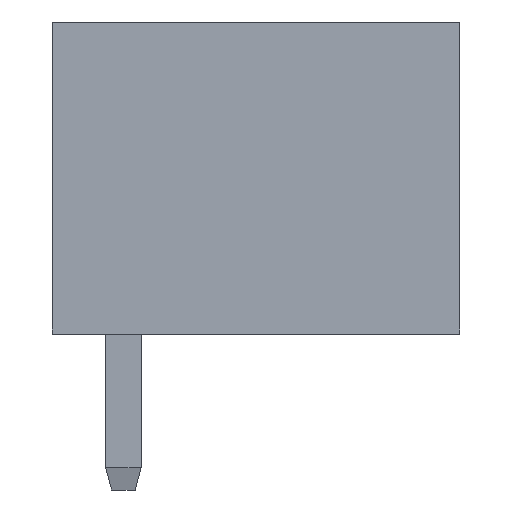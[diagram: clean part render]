
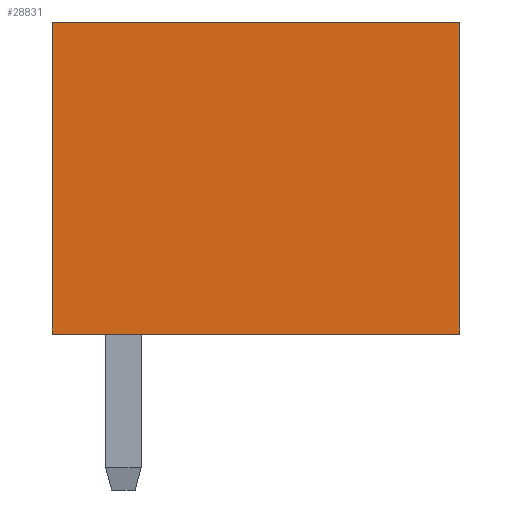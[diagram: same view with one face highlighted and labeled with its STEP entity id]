
A CAD part, left-side view. The second image highlights one B-rep face of the part: STEP entity #28831.
In plain terms, the highlighted planar face has unit normal (-1, 0, 0).
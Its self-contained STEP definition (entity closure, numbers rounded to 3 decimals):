
#179 = FACE_OUTER_BOUND ( 'NONE', #23740, .T. ) ;
#1064 = CARTESIAN_POINT ( 'NONE',  ( -2.345, 1.6, 0. ) ) ;
#2064 = EDGE_CURVE ( 'NONE', #15227, #30858, #21701, .T. ) ;
#4524 = DIRECTION ( 'NONE',  ( 0., -1., 0. ) ) ;
#4674 = EDGE_CURVE ( 'NONE', #10580, #15227, #22376, .T. ) ;
#7106 = CARTESIAN_POINT ( 'NONE',  ( -2.345, -7.55, 7. ) ) ;
#9762 = PLANE ( 'NONE',  #10734 ) ;
#10034 = DIRECTION ( 'NONE',  ( 0., 0., -1. ) ) ;
#10348 = CARTESIAN_POINT ( 'NONE',  ( -2.345, -7.55, 7. ) ) ;
#10580 = VERTEX_POINT ( 'NONE', #20806 ) ;
#10734 = AXIS2_PLACEMENT_3D ( 'NONE', #7106, #16528, #16682 ) ;
#10795 = VERTEX_POINT ( 'NONE', #14563 ) ;
#11313 = DIRECTION ( 'NONE',  ( 0., -1., 0. ) ) ;
#11841 = CARTESIAN_POINT ( 'NONE',  ( -2.345, 1.6, 7. ) ) ;
#14563 = CARTESIAN_POINT ( 'NONE',  ( -2.345, -7.55, 7. ) ) ;
#15170 = CARTESIAN_POINT ( 'NONE',  ( -2.345, -7.55, 0. ) ) ;
#15227 = VERTEX_POINT ( 'NONE', #1064 ) ;
#16195 = ORIENTED_EDGE ( 'NONE', *, *, #2064, .T. ) ;
#16384 = DIRECTION ( 'NONE',  ( 0., 0., -1. ) ) ;
#16474 = CARTESIAN_POINT ( 'NONE',  ( -2.345, -7.55, 7. ) ) ;
#16528 = DIRECTION ( 'NONE',  ( 1., 0., 0. ) ) ;
#16682 = DIRECTION ( 'NONE',  ( 0., 0., -1. ) ) ;
#16762 = VECTOR ( 'NONE', #10034, 1000. ) ;
#16843 = EDGE_CURVE ( 'NONE', #10580, #10795, #23786, .T. ) ;
#17303 = VECTOR ( 'NONE', #16384, 1000. ) ;
#17546 = ORIENTED_EDGE ( 'NONE', *, *, #4674, .T. ) ;
#18417 = ORIENTED_EDGE ( 'NONE', *, *, #29185, .F. ) ;
#20758 = ORIENTED_EDGE ( 'NONE', *, *, #16843, .F. ) ;
#20806 = CARTESIAN_POINT ( 'NONE',  ( -2.345, 1.6, 7. ) ) ;
#21546 = VECTOR ( 'NONE', #4524, 1000. ) ;
#21701 = LINE ( 'NONE', #22003, #21546 ) ;
#22003 = CARTESIAN_POINT ( 'NONE',  ( -2.345, -7.55, 0. ) ) ;
#22031 = LINE ( 'NONE', #10348, #16762 ) ;
#22376 = LINE ( 'NONE', #11841, #17303 ) ;
#23740 = EDGE_LOOP ( 'NONE', ( #16195, #18417, #20758, #17546 ) ) ;
#23786 = LINE ( 'NONE', #16474, #27151 ) ;
#27151 = VECTOR ( 'NONE', #11313, 1000. ) ;
#28831 = ADVANCED_FACE ( 'NONE', ( #179 ), #9762, .F. ) ;
#29185 = EDGE_CURVE ( 'NONE', #10795, #30858, #22031, .T. ) ;
#30858 = VERTEX_POINT ( 'NONE', #15170 ) ;
